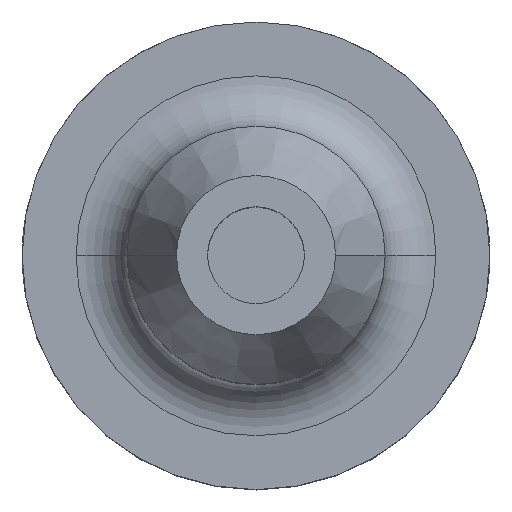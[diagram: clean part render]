
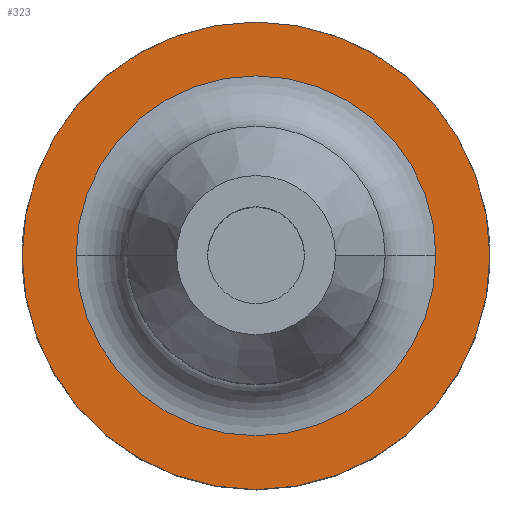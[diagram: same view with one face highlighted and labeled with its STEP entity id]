
A CAD part, top view. The second image highlights one B-rep face of the part: STEP entity #323.
In plain terms, the highlighted planar face has unit normal (0, 0, 1).
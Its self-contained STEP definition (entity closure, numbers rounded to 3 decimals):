
#27 = ORIENTED_EDGE ( 'NONE', *, *, #735, .F. ) ;
#40 = VERTEX_POINT ( 'NONE', #630 ) ;
#66 = DIRECTION ( 'NONE',  ( -1., 0., 0. ) ) ;
#124 = EDGE_CURVE ( 'NONE', #247, #40, #1103, .T. ) ;
#143 = DIRECTION ( 'NONE',  ( 0., 0., -1. ) ) ;
#190 = CARTESIAN_POINT ( 'NONE',  ( 0., 0., 22. ) ) ;
#247 = VERTEX_POINT ( 'NONE', #951 ) ;
#262 = AXIS2_PLACEMENT_3D ( 'NONE', #866, #143, #502 ) ;
#268 = CIRCLE ( 'NONE', #262, 17.7 ) ;
#323 = ADVANCED_FACE ( 'NONE', ( #1521, #894 ), #346, .F. ) ;
#338 = CARTESIAN_POINT ( 'NONE',  ( 0., 0., 22. ) ) ;
#346 = PLANE ( 'NONE',  #1517 ) ;
#393 = ORIENTED_EDGE ( 'NONE', *, *, #962, .T. ) ;
#462 = DIRECTION ( 'NONE',  ( -1., 0., 0. ) ) ;
#463 = AXIS2_PLACEMENT_3D ( 'NONE', #1416, #1418, #931 ) ;
#475 = DIRECTION ( 'NONE',  ( 0., 0., -1. ) ) ;
#502 = DIRECTION ( 'NONE',  ( -1., 0., 0. ) ) ;
#548 = AXIS2_PLACEMENT_3D ( 'NONE', #190, #915, #66 ) ;
#556 = ORIENTED_EDGE ( 'NONE', *, *, #124, .T. ) ;
#630 = CARTESIAN_POINT ( 'NONE',  ( 17.7, 0., 22. ) ) ;
#682 = ORIENTED_EDGE ( 'NONE', *, *, #1209, .F. ) ;
#735 = EDGE_CURVE ( 'NONE', #1024, #1560, #824, .T. ) ;
#824 = CIRCLE ( 'NONE', #548, 23. ) ;
#826 = EDGE_LOOP ( 'NONE', ( #27, #682 ) ) ;
#866 = CARTESIAN_POINT ( 'NONE',  ( 0., 0., 22. ) ) ;
#894 = FACE_OUTER_BOUND ( 'NONE', #826, .T. ) ;
#915 = DIRECTION ( 'NONE',  ( 0., 0., -1. ) ) ;
#931 = DIRECTION ( 'NONE',  ( -1., 0., 0. ) ) ;
#951 = CARTESIAN_POINT ( 'NONE',  ( -17.7, 0., 22. ) ) ;
#962 = EDGE_CURVE ( 'NONE', #40, #247, #268, .T. ) ;
#974 = CARTESIAN_POINT ( 'NONE',  ( 23., 0., 22. ) ) ;
#1012 = CIRCLE ( 'NONE', #1292, 23. ) ;
#1024 = VERTEX_POINT ( 'NONE', #1347 ) ;
#1103 = CIRCLE ( 'NONE', #463, 17.7 ) ;
#1191 = DIRECTION ( 'NONE',  ( 0., 0., -1. ) ) ;
#1204 = DIRECTION ( 'NONE',  ( -1., 0., 0. ) ) ;
#1209 = EDGE_CURVE ( 'NONE', #1560, #1024, #1012, .T. ) ;
#1292 = AXIS2_PLACEMENT_3D ( 'NONE', #338, #1191, #462 ) ;
#1347 = CARTESIAN_POINT ( 'NONE',  ( -23., 0., 22. ) ) ;
#1416 = CARTESIAN_POINT ( 'NONE',  ( 0., 0., 22. ) ) ;
#1418 = DIRECTION ( 'NONE',  ( 0., 0., -1. ) ) ;
#1517 = AXIS2_PLACEMENT_3D ( 'NONE', #1581, #475, #1204 ) ;
#1521 = FACE_BOUND ( 'NONE', #1526, .T. ) ;
#1526 = EDGE_LOOP ( 'NONE', ( #556, #393 ) ) ;
#1560 = VERTEX_POINT ( 'NONE', #974 ) ;
#1581 = CARTESIAN_POINT ( 'NONE',  ( 0., 12.7, 22. ) ) ;
